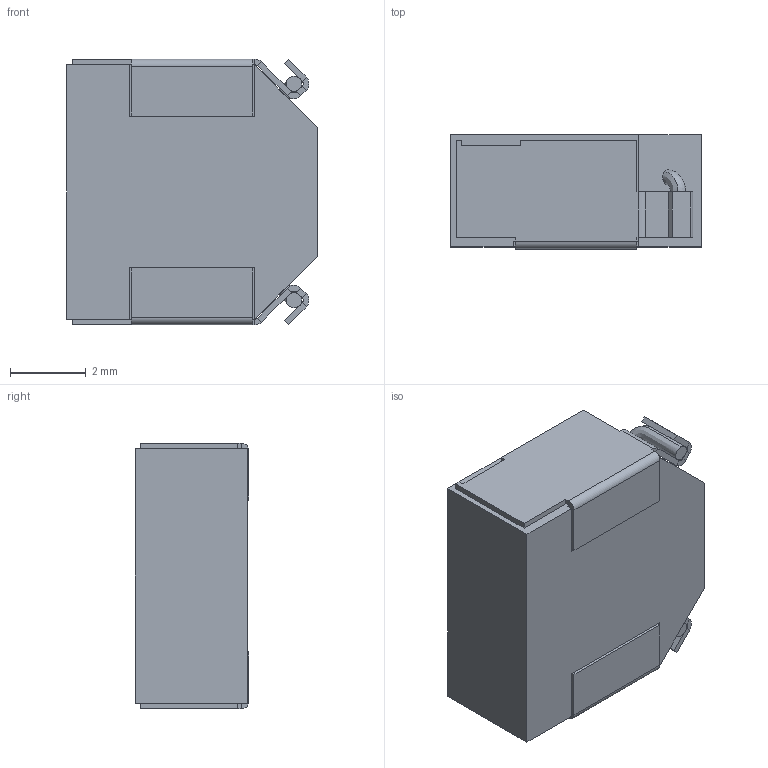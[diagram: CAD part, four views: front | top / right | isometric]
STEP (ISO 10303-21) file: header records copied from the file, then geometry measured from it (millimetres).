
FILE_DESCRIPTION (( 'STEP AP214' ), '1' );
FILE_NAME ('FDSD0630-H-2R2M=P3.STEP', '2020-01-28T22:02:19', ( '' ), ( '' ), 'SwSTEP 2.0', 'SolidWorks 2018', '' );
FILE_SCHEMA (( 'AUTOMOTIVE_DESIGN' ));
Length unit declared in the file: millimetre
Products named in the file (1): FDSD0630-H-2R2M=P3
Bounding box: 6.6 x 3 x 7 mm (x, y, z)
Volume: 127.6 mm3; surface area: 250 mm2
Topology: 5 solids, 5 shells, 124 faces, 276 edges, 162 vertices
Faces by surface type: plane 100, cylinder 20, bspline 4
Entity records: 4042 total; most frequent: CARTESIAN_POINT 1195, DIRECTION 562, ORIENTED_EDGE 552, EDGE_CURVE 276, VECTOR 224, LINE 224, AXIS2_PLACEMENT_3D 169, VERTEX_POINT 162
